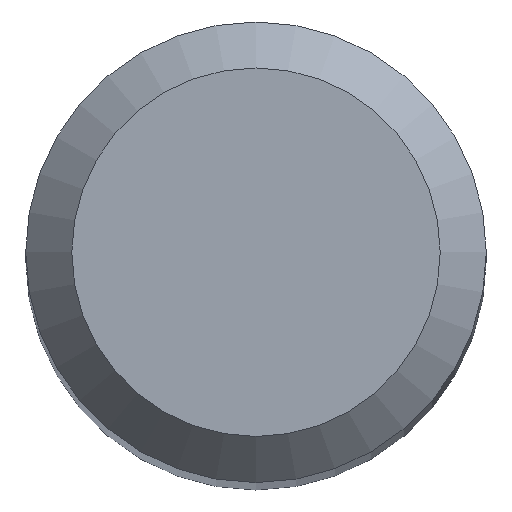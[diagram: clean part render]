
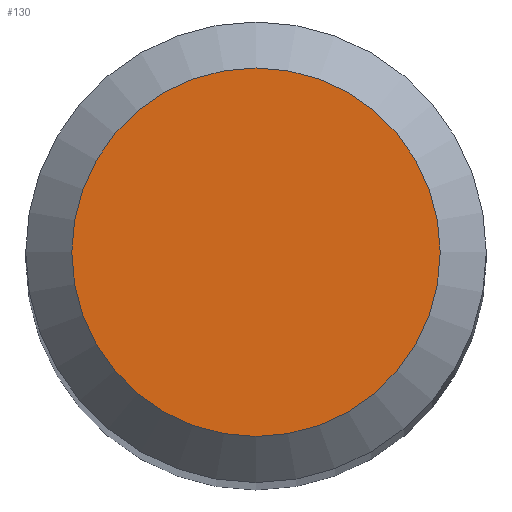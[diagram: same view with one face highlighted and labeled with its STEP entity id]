
A CAD part, top view. The second image highlights one B-rep face of the part: STEP entity #130.
In plain terms, the highlighted planar face has unit normal (0, 0, 1).
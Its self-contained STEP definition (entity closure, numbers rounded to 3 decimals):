
#23 = CARTESIAN_POINT ( 'NONE',  ( 0., 0., 50. ) ) ;
#73 = PLANE ( 'NONE',  #146 ) ;
#88 = FACE_OUTER_BOUND ( 'NONE', #246, .T. ) ;
#92 = AXIS2_PLACEMENT_3D ( 'NONE', #23, #278, #182 ) ;
#95 = CARTESIAN_POINT ( 'NONE',  ( 0., 0., 50. ) ) ;
#130 = ADVANCED_FACE ( 'NONE', ( #88 ), #73, .F. ) ;
#134 = VERTEX_POINT ( 'NONE', #291 ) ;
#142 = CIRCLE ( 'NONE', #92, 1.2 ) ;
#146 = AXIS2_PLACEMENT_3D ( 'NONE', #95, #233, #235 ) ;
#182 = DIRECTION ( 'NONE',  ( 0., 1., 0. ) ) ;
#191 = EDGE_CURVE ( 'NONE', #134, #134, #142, .T. ) ;
#233 = DIRECTION ( 'NONE',  ( 0., 0., -1. ) ) ;
#235 = DIRECTION ( 'NONE',  ( 0., 1., 0. ) ) ;
#246 = EDGE_LOOP ( 'NONE', ( #284 ) ) ;
#278 = DIRECTION ( 'NONE',  ( 0., 0., -1. ) ) ;
#284 = ORIENTED_EDGE ( 'NONE', *, *, #191, .F. ) ;
#291 = CARTESIAN_POINT ( 'NONE',  ( 0., 1.2, 50. ) ) ;
